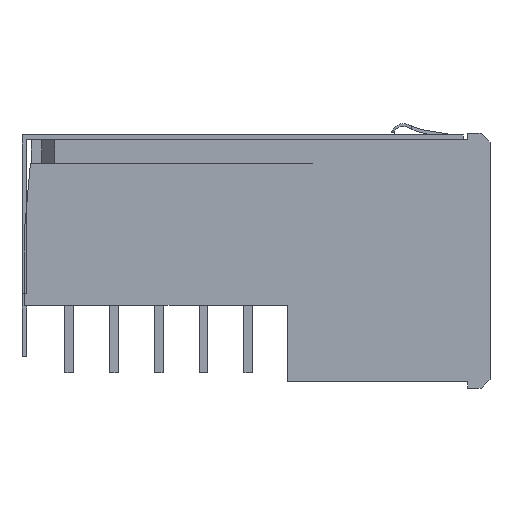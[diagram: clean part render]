
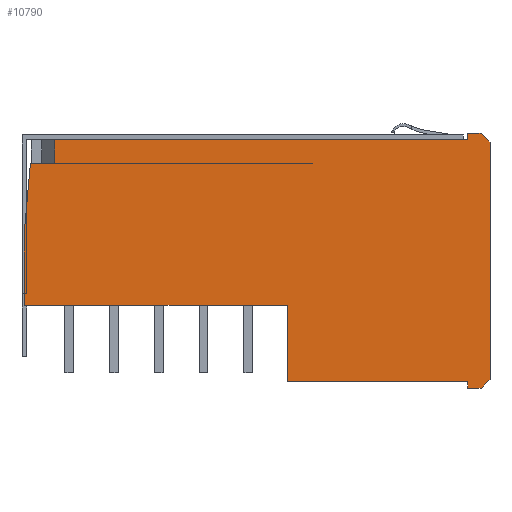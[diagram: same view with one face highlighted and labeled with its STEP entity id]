
A CAD part, front view. The second image highlights one B-rep face of the part: STEP entity #10790.
In plain terms, the highlighted planar face has unit normal (0, -1, 0).
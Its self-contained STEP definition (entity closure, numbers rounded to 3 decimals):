
#10465=CARTESIAN_POINT('',(-6.,-22.0,0.));
#10466=VERTEX_POINT('',#10465);
#10483=CARTESIAN_POINT('',(5.75,-22.0,0.));
#10484=VERTEX_POINT('',#10483);
#10491=CARTESIAN_POINT('',(5.75,-22.0,0.));
#10492=DIRECTION('',(-1.0,0.0,0.0));
#10493=VECTOR('',#10492,11.75);
#10494=LINE('',#10491,#10493);
#10495=EDGE_CURVE('',#10484,#10466,#10494,.T.);
#10505=CARTESIAN_POINT('',(6.85,-22.0,6.358));
#10506=VERTEX_POINT('',#10505);
#10523=CARTESIAN_POINT('',(-5.736,-22.0,6.357));
#10524=VERTEX_POINT('',#10523);
#10531=CARTESIAN_POINT('',(-5.736,-22.0,6.357));
#10532=DIRECTION('',(1.0,0.0,0.0));
#10533=VECTOR('',#10532,12.586);
#10534=LINE('',#10531,#10533);
#10535=EDGE_CURVE('',#10524,#10506,#10534,.T.);
#10673=CARTESIAN_POINT('',(-7.04,-22.0,-4.27));
#10674=DIRECTION('',(0.0,-1.0,0.0));
#10675=DIRECTION('',(1.0,0.0,0.0));
#10676=AXIS2_PLACEMENT_3D('',#10673,#10674,#10675);
#10677=PLANE('',#10676);
#10678=ORIENTED_EDGE('',*,*,#10535,.F.);
#10679=CARTESIAN_POINT('',(-6.,-22.0,3.337));
#10680=VERTEX_POINT('',#10679);
#10681=CARTESIAN_POINT('',(-5.736,-22.0,6.357));
#10682=DIRECTION('',(-0.087,0.0,-0.996));
#10683=VECTOR('',#10682,3.032);
#10684=LINE('',#10681,#10683);
#10685=EDGE_CURVE('',#10524,#10680,#10684,.T.);
#10686=ORIENTED_EDGE('',*,*,#10685,.T.);
#10687=CARTESIAN_POINT('',(-6.,-22.0,3.337));
#10688=DIRECTION('',(0.0,0.0,-1.0));
#10689=VECTOR('',#10688,3.337);
#10690=LINE('',#10687,#10689);
#10691=EDGE_CURVE('',#10680,#10466,#10690,.T.);
#10692=ORIENTED_EDGE('',*,*,#10691,.T.);
#10693=ORIENTED_EDGE('',*,*,#10495,.F.);
#10694=CARTESIAN_POINT('',(5.75,-22.0,-3.4));
#10695=VERTEX_POINT('',#10694);
#10696=CARTESIAN_POINT('',(5.75,-22.0,0.));
#10697=DIRECTION('',(0.0,0.0,-1.0));
#10698=VECTOR('',#10697,3.4);
#10699=LINE('',#10696,#10698);
#10700=EDGE_CURVE('',#10484,#10695,#10699,.T.);
#10701=ORIENTED_EDGE('',*,*,#10700,.T.);
#10702=CARTESIAN_POINT('',(13.8,-22.0,-3.4));
#10703=VERTEX_POINT('',#10702);
#10704=CARTESIAN_POINT('',(5.75,-22.0,-3.4));
#10705=DIRECTION('',(1.0,0.0,0.0));
#10706=VECTOR('',#10705,8.05);
#10707=LINE('',#10704,#10706);
#10708=EDGE_CURVE('',#10695,#10703,#10707,.T.);
#10709=ORIENTED_EDGE('',*,*,#10708,.T.);
#10710=CARTESIAN_POINT('',(13.8,-22.0,-3.7));
#10711=VERTEX_POINT('',#10710);
#10712=CARTESIAN_POINT('',(13.8,-22.0,-3.4));
#10713=DIRECTION('',(0.0,0.0,-1.0));
#10714=VECTOR('',#10713,0.3);
#10715=LINE('',#10712,#10714);
#10716=EDGE_CURVE('',#10703,#10711,#10715,.T.);
#10717=ORIENTED_EDGE('',*,*,#10716,.T.);
#10718=CARTESIAN_POINT('',(14.4,-22.0,-3.7));
#10719=VERTEX_POINT('',#10718);
#10720=CARTESIAN_POINT('',(13.8,-22.0,-3.7));
#10721=DIRECTION('',(1.0,0.0,0.0));
#10722=VECTOR('',#10721,0.6);
#10723=LINE('',#10720,#10722);
#10724=EDGE_CURVE('',#10711,#10719,#10723,.T.);
#10725=ORIENTED_EDGE('',*,*,#10724,.T.);
#10726=CARTESIAN_POINT('',(14.8,-22.0,-3.3));
#10727=VERTEX_POINT('',#10726);
#10728=CARTESIAN_POINT('',(14.4,-22.0,-3.7));
#10729=DIRECTION('',(0.707,0.0,0.707));
#10730=VECTOR('',#10729,0.566);
#10731=LINE('',#10728,#10730);
#10732=EDGE_CURVE('',#10719,#10727,#10731,.T.);
#10733=ORIENTED_EDGE('',*,*,#10732,.T.);
#10734=CARTESIAN_POINT('',(14.8,-22.0,7.3));
#10735=VERTEX_POINT('',#10734);
#10736=CARTESIAN_POINT('',(14.8,-22.0,-3.3));
#10737=DIRECTION('',(0.0,0.0,1.0));
#10738=VECTOR('',#10737,10.6);
#10739=LINE('',#10736,#10738);
#10740=EDGE_CURVE('',#10727,#10735,#10739,.T.);
#10741=ORIENTED_EDGE('',*,*,#10740,.T.);
#10742=CARTESIAN_POINT('',(14.4,-22.0,7.7));
#10743=VERTEX_POINT('',#10742);
#10744=CARTESIAN_POINT('',(14.8,-22.0,7.3));
#10745=DIRECTION('',(-0.707,0.0,0.707));
#10746=VECTOR('',#10745,0.566);
#10747=LINE('',#10744,#10746);
#10748=EDGE_CURVE('',#10735,#10743,#10747,.T.);
#10749=ORIENTED_EDGE('',*,*,#10748,.T.);
#10750=CARTESIAN_POINT('',(13.8,-22.0,7.7));
#10751=VERTEX_POINT('',#10750);
#10752=CARTESIAN_POINT('',(14.4,-22.0,7.7));
#10753=DIRECTION('',(-1.0,0.0,0.0));
#10754=VECTOR('',#10753,0.6);
#10755=LINE('',#10752,#10754);
#10756=EDGE_CURVE('',#10743,#10751,#10755,.T.);
#10757=ORIENTED_EDGE('',*,*,#10756,.T.);
#10758=CARTESIAN_POINT('',(13.8,-22.0,7.4));
#10759=VERTEX_POINT('',#10758);
#10760=CARTESIAN_POINT('',(13.8,-22.0,7.7));
#10761=DIRECTION('',(0.0,0.0,-1.0));
#10762=VECTOR('',#10761,0.3);
#10763=LINE('',#10760,#10762);
#10764=EDGE_CURVE('',#10751,#10759,#10763,.T.);
#10765=ORIENTED_EDGE('',*,*,#10764,.T.);
#10766=CARTESIAN_POINT('',(-4.65,-22.0,7.4));
#10767=VERTEX_POINT('',#10766);
#10768=CARTESIAN_POINT('',(13.8,-22.0,7.4));
#10769=DIRECTION('',(-1.0,0.0,0.0));
#10770=VECTOR('',#10769,18.45);
#10771=LINE('',#10768,#10770);
#10772=EDGE_CURVE('',#10759,#10767,#10771,.T.);
#10773=ORIENTED_EDGE('',*,*,#10772,.T.);
#10774=CARTESIAN_POINT('',(-4.65,-22.0,6.358));
#10775=VERTEX_POINT('',#10774);
#10776=CARTESIAN_POINT('',(-4.65,-22.0,7.4));
#10777=DIRECTION('',(0.0,0.0,-1.0));
#10778=VECTOR('',#10777,1.042);
#10779=LINE('',#10776,#10778);
#10780=EDGE_CURVE('',#10767,#10775,#10779,.T.);
#10781=ORIENTED_EDGE('',*,*,#10780,.T.);
#10782=CARTESIAN_POINT('',(-4.65,-22.0,6.358));
#10783=DIRECTION('',(1.0,0.0,0.0));
#10784=VECTOR('',#10783,11.5);
#10785=LINE('',#10782,#10784);
#10786=EDGE_CURVE('',#10775,#10506,#10785,.T.);
#10787=ORIENTED_EDGE('',*,*,#10786,.T.);
#10788=EDGE_LOOP('',(#10678,#10686,#10692,#10693,#10701,#10709,#10717,#10725,#10733,#10741,#10749,#10757,#10765,#10773,#10781,#10787));
#10789=FACE_OUTER_BOUND('',#10788,.T.);
#10790=ADVANCED_FACE('',(#10789),#10677,.T.);
